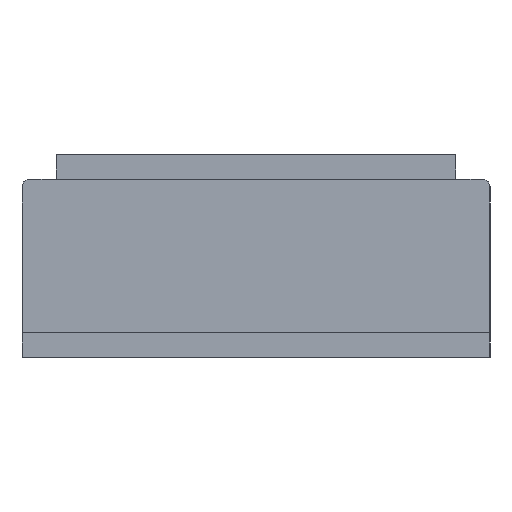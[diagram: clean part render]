
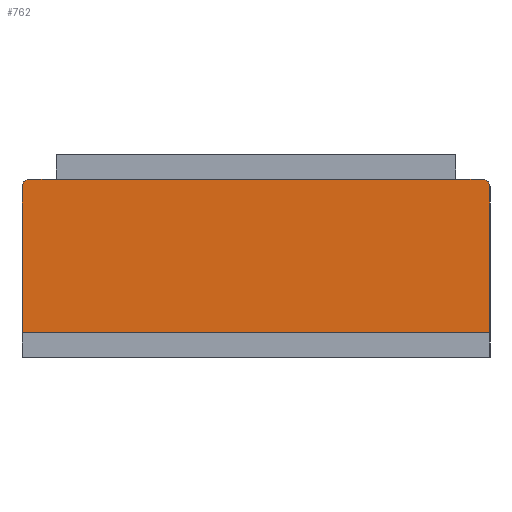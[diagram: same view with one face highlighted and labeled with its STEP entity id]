
A CAD part, left-side view. The second image highlights one B-rep face of the part: STEP entity #762.
In plain terms, the highlighted planar face has unit normal (-1, 0, 0).
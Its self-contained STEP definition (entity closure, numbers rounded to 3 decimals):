
#34=PLANE('',#825);
#75=FACE_OUTER_BOUND('',#117,.T.);
#117=EDGE_LOOP('',(#637,#638,#639,#640,#641,#642,#643,#644));
#149=LINE('',#1088,#247);
#153=LINE('',#1096,#251);
#197=LINE('',#1185,#295);
#207=LINE('',#1205,#305);
#208=LINE('',#1206,#306);
#209=LINE('',#1207,#307);
#247=VECTOR('',#885,10.);
#251=VECTOR('',#889,10.);
#295=VECTOR('',#965,10.);
#305=VECTOR('',#981,10.);
#306=VECTOR('',#982,10.);
#307=VECTOR('',#983,10.);
#335=CIRCLE('',#802,0.025);
#338=CIRCLE('',#808,0.025);
#347=VERTEX_POINT('',#1064);
#348=VERTEX_POINT('',#1065);
#357=VERTEX_POINT('',#1087);
#360=VERTEX_POINT('',#1093);
#361=VERTEX_POINT('',#1095);
#374=VERTEX_POINT('',#1124);
#387=VERTEX_POINT('',#1175);
#393=VERTEX_POINT('',#1191);
#417=EDGE_CURVE('',#347,#348,#335,.T.);
#428=EDGE_CURVE('',#348,#357,#149,.T.);
#432=EDGE_CURVE('',#360,#361,#153,.T.);
#447=EDGE_CURVE('',#361,#374,#338,.T.);
#477=EDGE_CURVE('',#387,#347,#197,.T.);
#487=EDGE_CURVE('',#393,#387,#207,.T.);
#488=EDGE_CURVE('',#393,#374,#208,.T.);
#489=EDGE_CURVE('',#357,#360,#209,.T.);
#637=ORIENTED_EDGE('',*,*,#417,.F.);
#638=ORIENTED_EDGE('',*,*,#477,.F.);
#639=ORIENTED_EDGE('',*,*,#487,.F.);
#640=ORIENTED_EDGE('',*,*,#488,.T.);
#641=ORIENTED_EDGE('',*,*,#447,.F.);
#642=ORIENTED_EDGE('',*,*,#432,.F.);
#643=ORIENTED_EDGE('',*,*,#489,.F.);
#644=ORIENTED_EDGE('',*,*,#428,.F.);
#762=ADVANCED_FACE('',(#75),#34,.T.);
#802=AXIS2_PLACEMENT_3D('',#1066,#867,#868);
#808=AXIS2_PLACEMENT_3D('',#1125,#906,#907);
#825=AXIS2_PLACEMENT_3D('',#1204,#979,#980);
#867=DIRECTION('center_axis',(1.,0.,0.));
#868=DIRECTION('ref_axis',(0.,0.707,0.707));
#885=DIRECTION('',(0.,-1.,0.));
#889=DIRECTION('',(0.,-1.,0.));
#906=DIRECTION('center_axis',(1.,0.,0.));
#907=DIRECTION('ref_axis',(0.,-0.707,0.707));
#965=DIRECTION('',(0.,0.,1.));
#979=DIRECTION('center_axis',(-1.,0.,0.));
#980=DIRECTION('ref_axis',(0.,-1.,0.));
#981=DIRECTION('',(0.,1.,0.));
#982=DIRECTION('',(0.,0.,1.));
#983=DIRECTION('',(0.,-1.,0.));
#1064=CARTESIAN_POINT('',(-1.588,0.762,0.555));
#1065=CARTESIAN_POINT('',(-1.588,0.737,0.58));
#1066=CARTESIAN_POINT('Origin',(-1.588,0.737,0.555));
#1087=CARTESIAN_POINT('',(-1.588,0.65,0.58));
#1088=CARTESIAN_POINT('',(-1.588,0.762,0.58));
#1093=CARTESIAN_POINT('',(-1.588,-0.65,0.58));
#1095=CARTESIAN_POINT('',(-1.588,-0.737,0.58));
#1096=CARTESIAN_POINT('',(-1.588,0.762,0.58));
#1124=CARTESIAN_POINT('',(-1.588,-0.762,0.555));
#1125=CARTESIAN_POINT('Origin',(-1.588,-0.737,0.555));
#1175=CARTESIAN_POINT('',(-1.588,0.762,0.08));
#1185=CARTESIAN_POINT('',(-1.588,0.762,0.08));
#1191=CARTESIAN_POINT('',(-1.588,-0.762,0.08));
#1204=CARTESIAN_POINT('Origin',(-1.588,0.762,0.08));
#1205=CARTESIAN_POINT('',(-1.588,0.381,0.08));
#1206=CARTESIAN_POINT('',(-1.588,-0.762,0.08));
#1207=CARTESIAN_POINT('',(-1.588,0.381,0.58));
